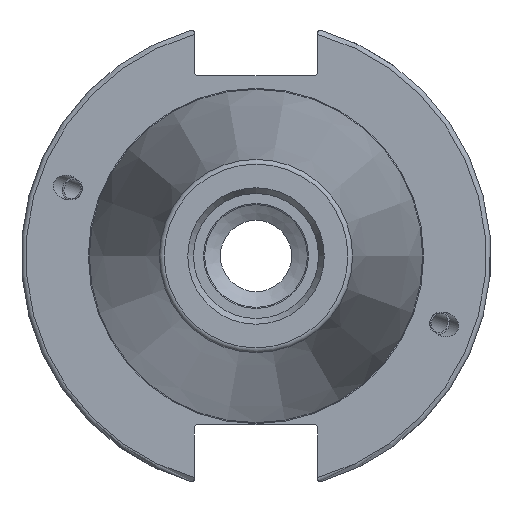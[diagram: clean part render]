
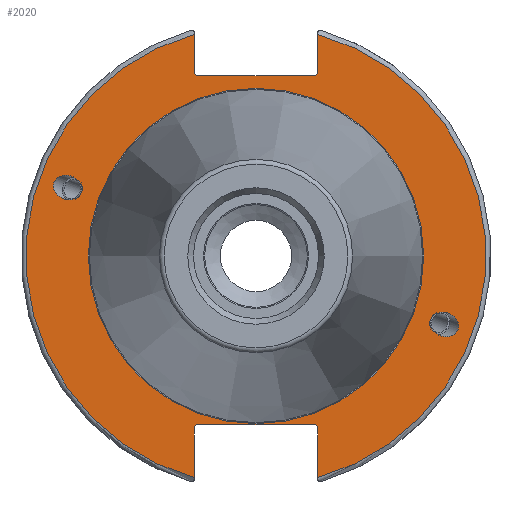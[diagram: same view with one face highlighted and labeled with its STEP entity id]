
A CAD part, left-side view. The second image highlights one B-rep face of the part: STEP entity #2020.
In plain terms, the highlighted planar face has unit normal (-1, 0, 0).
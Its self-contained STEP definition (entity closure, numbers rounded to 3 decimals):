
#80=ELLIPSE('',#2246,3.052,2.5);
#89=ELLIPSE('',#2274,3.052,2.5);
#101=FACE_BOUND('',#529,.T.);
#102=FACE_BOUND('',#530,.T.);
#103=FACE_BOUND('',#531,.T.);
#114=PLANE('',#2293);
#182=LINE('',#3555,#278);
#183=LINE('',#3557,#279);
#184=LINE('',#3559,#280);
#185=LINE('',#3561,#281);
#186=LINE('',#3563,#282);
#187=LINE('',#3567,#283);
#188=LINE('',#3569,#284);
#189=LINE('',#3571,#285);
#190=LINE('',#3573,#286);
#191=LINE('',#3574,#287);
#278=VECTOR('',#2839,10.);
#279=VECTOR('',#2840,10.);
#280=VECTOR('',#2841,10.);
#281=VECTOR('',#2842,10.);
#282=VECTOR('',#2843,10.);
#283=VECTOR('',#2846,10.);
#284=VECTOR('',#2847,10.);
#285=VECTOR('',#2848,10.);
#286=VECTOR('',#2849,10.);
#287=VECTOR('',#2850,10.);
#416=FACE_OUTER_BOUND('',#528,.T.);
#528=EDGE_LOOP('',(#1681,#1682,#1683,#1684,#1685,#1686,#1687,#1688,#1689,
#1690,#1691,#1692));
#529=EDGE_LOOP('',(#1693));
#530=EDGE_LOOP('',(#1694));
#531=EDGE_LOOP('',(#1695,#1696));
#709=CIRCLE('',#2289,35.125);
#710=CIRCLE('',#2290,35.125);
#713=CIRCLE('',#2294,48.213);
#714=CIRCLE('',#2295,48.213);
#869=VERTEX_POINT('',#3413);
#889=VERTEX_POINT('',#3514);
#898=VERTEX_POINT('',#3542);
#899=VERTEX_POINT('',#3544);
#901=VERTEX_POINT('',#3551);
#902=VERTEX_POINT('',#3552);
#903=VERTEX_POINT('',#3554);
#904=VERTEX_POINT('',#3556);
#905=VERTEX_POINT('',#3558);
#906=VERTEX_POINT('',#3560);
#907=VERTEX_POINT('',#3562);
#908=VERTEX_POINT('',#3564);
#909=VERTEX_POINT('',#3566);
#910=VERTEX_POINT('',#3568);
#911=VERTEX_POINT('',#3570);
#912=VERTEX_POINT('',#3572);
#1135=EDGE_CURVE('',#869,#869,#80,.T.);
#1163=EDGE_CURVE('',#889,#889,#89,.T.);
#1176=EDGE_CURVE('',#898,#899,#709,.T.);
#1177=EDGE_CURVE('',#899,#898,#710,.T.);
#1180=EDGE_CURVE('',#901,#902,#713,.T.);
#1181=EDGE_CURVE('',#901,#903,#182,.T.);
#1182=EDGE_CURVE('',#904,#903,#183,.T.);
#1183=EDGE_CURVE('',#904,#905,#184,.T.);
#1184=EDGE_CURVE('',#906,#905,#185,.T.);
#1185=EDGE_CURVE('',#906,#907,#186,.T.);
#1186=EDGE_CURVE('',#908,#907,#714,.T.);
#1187=EDGE_CURVE('',#908,#909,#187,.T.);
#1188=EDGE_CURVE('',#910,#909,#188,.T.);
#1189=EDGE_CURVE('',#910,#911,#189,.T.);
#1190=EDGE_CURVE('',#912,#911,#190,.T.);
#1191=EDGE_CURVE('',#912,#902,#191,.T.);
#1681=ORIENTED_EDGE('',*,*,#1180,.F.);
#1682=ORIENTED_EDGE('',*,*,#1181,.T.);
#1683=ORIENTED_EDGE('',*,*,#1182,.F.);
#1684=ORIENTED_EDGE('',*,*,#1183,.T.);
#1685=ORIENTED_EDGE('',*,*,#1184,.F.);
#1686=ORIENTED_EDGE('',*,*,#1185,.T.);
#1687=ORIENTED_EDGE('',*,*,#1186,.F.);
#1688=ORIENTED_EDGE('',*,*,#1187,.T.);
#1689=ORIENTED_EDGE('',*,*,#1188,.F.);
#1690=ORIENTED_EDGE('',*,*,#1189,.T.);
#1691=ORIENTED_EDGE('',*,*,#1190,.F.);
#1692=ORIENTED_EDGE('',*,*,#1191,.T.);
#1693=ORIENTED_EDGE('',*,*,#1135,.T.);
#1694=ORIENTED_EDGE('',*,*,#1163,.T.);
#1695=ORIENTED_EDGE('',*,*,#1177,.F.);
#1696=ORIENTED_EDGE('',*,*,#1176,.F.);
#2020=ADVANCED_FACE('',(#416,#101,#102,#103),#114,.T.);
#2246=AXIS2_PLACEMENT_3D('',#3415,#2730,#2731);
#2274=AXIS2_PLACEMENT_3D('',#3516,#2793,#2794);
#2289=AXIS2_PLACEMENT_3D('',#3545,#2827,#2828);
#2290=AXIS2_PLACEMENT_3D('',#3546,#2829,#2830);
#2293=AXIS2_PLACEMENT_3D('',#3550,#2835,#2836);
#2294=AXIS2_PLACEMENT_3D('',#3553,#2837,#2838);
#2295=AXIS2_PLACEMENT_3D('',#3565,#2844,#2845);
#2730=DIRECTION('center_axis',(1.,0.,0.));
#2731=DIRECTION('ref_axis',(0.,-0.94,-0.342));
#2793=DIRECTION('center_axis',(1.,0.,0.));
#2794=DIRECTION('ref_axis',(0.,0.94,0.342));
#2827=DIRECTION('center_axis',(-1.,0.,0.));
#2828=DIRECTION('ref_axis',(0.,-1.,0.));
#2829=DIRECTION('center_axis',(-1.,0.,0.));
#2830=DIRECTION('ref_axis',(0.,-1.,0.));
#2835=DIRECTION('center_axis',(-1.,0.,0.));
#2836=DIRECTION('ref_axis',(0.,0.,1.));
#2837=DIRECTION('center_axis',(1.,0.,0.));
#2838=DIRECTION('ref_axis',(0.,-1.,0.));
#2839=DIRECTION('',(0.,0.,-1.));
#2840=DIRECTION('',(0.,-0.707,0.707));
#2841=DIRECTION('',(0.,1.,0.));
#2842=DIRECTION('',(0.,-0.707,-0.707));
#2843=DIRECTION('',(0.,0.,1.));
#2844=DIRECTION('center_axis',(1.,0.,0.));
#2845=DIRECTION('ref_axis',(0.,1.,0.));
#2846=DIRECTION('',(0.,0.,1.));
#2847=DIRECTION('',(0.,0.707,-0.707));
#2848=DIRECTION('',(0.,-1.,0.));
#2849=DIRECTION('',(0.,0.707,0.707));
#2850=DIRECTION('',(0.,0.,-1.));
#3413=CARTESIAN_POINT('',(3.175,-36.599,-13.321));
#3415=CARTESIAN_POINT('Origin',(3.175,-39.467,-14.365));
#3514=CARTESIAN_POINT('',(3.175,36.599,13.321));
#3516=CARTESIAN_POINT('Origin',(3.175,39.467,14.365));
#3542=CARTESIAN_POINT('',(3.175,0.,35.125));
#3544=CARTESIAN_POINT('',(3.175,35.125,0.));
#3545=CARTESIAN_POINT('Origin',(3.175,0.,0.));
#3546=CARTESIAN_POINT('Origin',(3.175,0.,0.));
#3550=CARTESIAN_POINT('Origin',(3.175,49.213,0.));
#3551=CARTESIAN_POINT('',(3.175,-12.95,46.441));
#3552=CARTESIAN_POINT('',(3.175,-12.95,-46.441));
#3553=CARTESIAN_POINT('Origin',(3.175,0.,0.));
#3554=CARTESIAN_POINT('',(3.175,-12.95,38.219));
#3555=CARTESIAN_POINT('',(3.175,-12.95,18.86));
#3556=CARTESIAN_POINT('',(3.175,-12.45,37.719));
#3557=CARTESIAN_POINT('',(3.175,12.27,12.999));
#3558=CARTESIAN_POINT('',(3.175,12.45,37.719));
#3559=CARTESIAN_POINT('',(3.175,24.606,37.719));
#3560=CARTESIAN_POINT('',(3.175,12.95,38.219));
#3561=CARTESIAN_POINT('',(3.175,12.336,37.605));
#3562=CARTESIAN_POINT('',(3.175,12.95,46.441));
#3563=CARTESIAN_POINT('',(3.175,12.95,18.86));
#3564=CARTESIAN_POINT('',(3.175,12.95,-46.441));
#3565=CARTESIAN_POINT('Origin',(3.175,0.,0.));
#3566=CARTESIAN_POINT('',(3.175,12.95,-35.806));
#3567=CARTESIAN_POINT('',(3.175,12.95,-17.653));
#3568=CARTESIAN_POINT('',(3.175,12.45,-35.306));
#3569=CARTESIAN_POINT('',(3.175,12.939,-35.795));
#3570=CARTESIAN_POINT('',(3.175,-12.45,-35.306));
#3571=CARTESIAN_POINT('',(3.175,24.606,-35.306));
#3572=CARTESIAN_POINT('',(3.175,-12.95,-35.806));
#3573=CARTESIAN_POINT('',(3.175,11.667,-11.189));
#3574=CARTESIAN_POINT('',(3.175,-12.95,-17.653));
